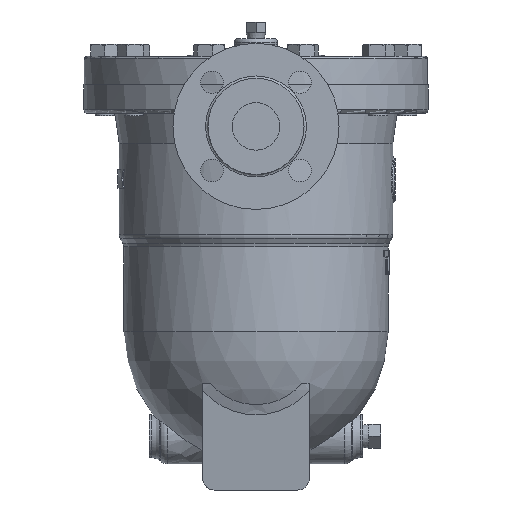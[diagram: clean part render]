
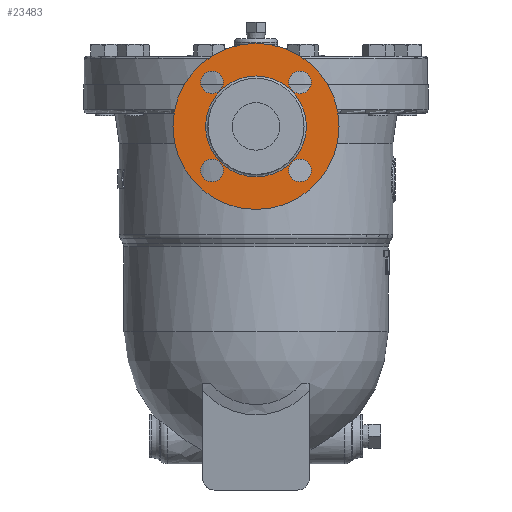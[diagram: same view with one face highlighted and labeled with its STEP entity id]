
A CAD part, left-side view. The second image highlights one B-rep face of the part: STEP entity #23483.
In plain terms, the highlighted planar face has unit normal (-1, 0, 0).
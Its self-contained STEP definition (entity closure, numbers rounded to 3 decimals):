
#23365=CARTESIAN_POINT('',(-190.,0.,7.5));
#23366=VERTEX_POINT('',#23365);
#23367=CARTESIAN_POINT('',(-190.,0.0,-35.));
#23368=DIRECTION('',(-1.0,0.0,0.0));
#23369=DIRECTION('',(0.0,0.0,-1.0));
#23370=AXIS2_PLACEMENT_3D('',#23367,#23368,#23369);
#23371=CIRCLE('',#23370,42.5);
#23372=EDGE_CURVE('',#23366,#23366,#23371,.T.);
#23416=CARTESIAN_POINT('',(-190.,0.0,35.));
#23417=VERTEX_POINT('',#23416);
#23418=CARTESIAN_POINT('',(-190.,0.0,-35.));
#23419=DIRECTION('',(-1.0,0.0,0.0));
#23420=DIRECTION('',(0.0,0.0,1.0));
#23421=AXIS2_PLACEMENT_3D('',#23418,#23419,#23420);
#23422=CIRCLE('',#23421,70.);
#23423=EDGE_CURVE('',#23417,#23417,#23422,.T.);
#23428=CARTESIAN_POINT('',(-190.,0.0,20.25));
#23429=DIRECTION('',(-1.0,0.0,0.0));
#23430=DIRECTION('',(0.0,0.0,1.0));
#23431=AXIS2_PLACEMENT_3D('',#23428,#23429,#23430);
#23432=PLANE('',#23431);
#23433=ORIENTED_EDGE('',*,*,#23423,.T.);
#23434=EDGE_LOOP('',(#23433));
#23435=FACE_OUTER_BOUND('',#23434,.T.);
#23436=CARTESIAN_POINT('',(-190.0,46.623,-72.123));
#23437=VERTEX_POINT('',#23436);
#23438=CARTESIAN_POINT('',(-190.,37.123,-72.123));
#23439=DIRECTION('',(1.0,0.0,0.0));
#23440=DIRECTION('',(0.0,1.0,0.0));
#23441=AXIS2_PLACEMENT_3D('',#23438,#23439,#23440);
#23442=CIRCLE('',#23441,9.5);
#23443=EDGE_CURVE('',#23437,#23437,#23442,.T.);
#23444=ORIENTED_EDGE('',*,*,#23443,.T.);
#23445=EDGE_LOOP('',(#23444));
#23446=FACE_BOUND('',#23445,.T.);
#23447=ORIENTED_EDGE('',*,*,#23372,.F.);
#23448=EDGE_LOOP('',(#23447));
#23449=FACE_BOUND('',#23448,.T.);
#23450=CARTESIAN_POINT('',(-190.,-46.623,2.123));
#23451=VERTEX_POINT('',#23450);
#23452=CARTESIAN_POINT('',(-190.,-37.123,2.123));
#23453=DIRECTION('',(1.0,0.0,0.0));
#23454=DIRECTION('',(0.0,-1.0,0.0));
#23455=AXIS2_PLACEMENT_3D('',#23452,#23453,#23454);
#23456=CIRCLE('',#23455,9.5);
#23457=EDGE_CURVE('',#23451,#23451,#23456,.T.);
#23458=ORIENTED_EDGE('',*,*,#23457,.T.);
#23459=EDGE_LOOP('',(#23458));
#23460=FACE_BOUND('',#23459,.T.);
#23461=CARTESIAN_POINT('',(-190.,37.123,11.623));
#23462=VERTEX_POINT('',#23461);
#23463=CARTESIAN_POINT('',(-190.,37.123,2.123));
#23464=DIRECTION('',(1.0,0.0,0.0));
#23465=DIRECTION('',(0.0,0.0,1.0));
#23466=AXIS2_PLACEMENT_3D('',#23463,#23464,#23465);
#23467=CIRCLE('',#23466,9.5);
#23468=EDGE_CURVE('',#23462,#23462,#23467,.T.);
#23469=ORIENTED_EDGE('',*,*,#23468,.T.);
#23470=EDGE_LOOP('',(#23469));
#23471=FACE_BOUND('',#23470,.T.);
#23472=CARTESIAN_POINT('',(-190.,-37.123,-81.623));
#23473=VERTEX_POINT('',#23472);
#23474=CARTESIAN_POINT('',(-190.,-37.123,-72.123));
#23475=DIRECTION('',(1.0,0.0,0.0));
#23476=DIRECTION('',(0.0,0.0,-1.0));
#23477=AXIS2_PLACEMENT_3D('',#23474,#23475,#23476);
#23478=CIRCLE('',#23477,9.5);
#23479=EDGE_CURVE('',#23473,#23473,#23478,.T.);
#23480=ORIENTED_EDGE('',*,*,#23479,.T.);
#23481=EDGE_LOOP('',(#23480));
#23482=FACE_BOUND('',#23481,.T.);
#23483=ADVANCED_FACE('',(#23435,#23446,#23449,#23460,#23471,#23482),#23432,.T.);
